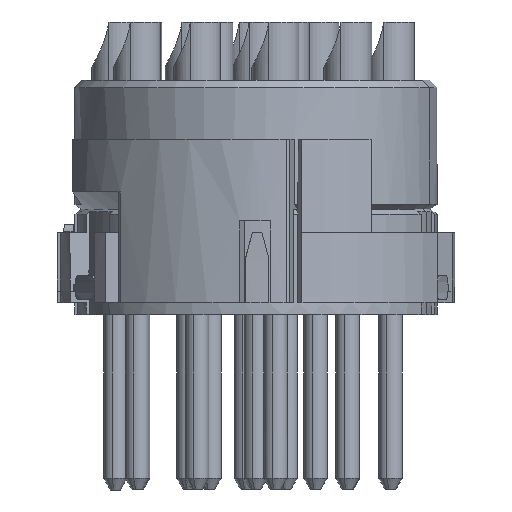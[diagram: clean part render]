
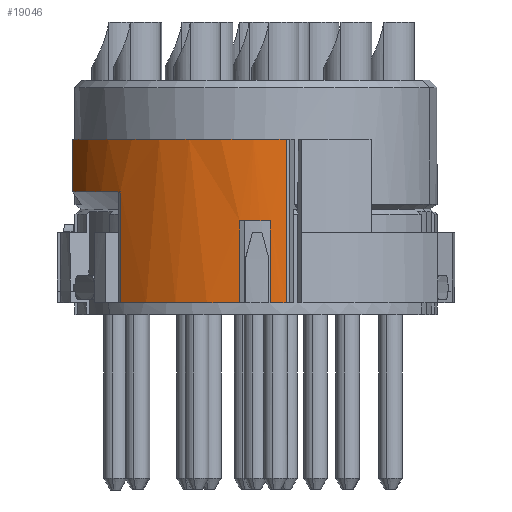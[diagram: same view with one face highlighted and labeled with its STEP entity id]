
A CAD part, left-side view. The second image highlights one B-rep face of the part: STEP entity #19046.
In plain terms, the highlighted cylindrical face has radius 8.5 mm (diameter 17 mm), a partial arc.
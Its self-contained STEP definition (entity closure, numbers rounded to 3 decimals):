
#16281=AXIS2_PLACEMENT_3D('Circle Axis2P3D',#16279,#16280,$) ;
#18739=AXIS2_PLACEMENT_3D('Circle Axis2P3D',#18737,#18738,$) ;
#18986=AXIS2_PLACEMENT_3D('Circle Axis2P3D',#18984,#18985,$) ;
#18999=AXIS2_PLACEMENT_3D('Cylinder Axis2P3D',#18996,#18997,#18998) ;
#19010=AXIS2_PLACEMENT_3D('Circle Axis2P3D',#19008,#19009,$) ;
#19024=AXIS2_PLACEMENT_3D('Circle Axis2P3D',#19022,#19023,$) ;
#16249=CARTESIAN_POINT('Vertex',(0.028,9.189,11.5)) ;
#16252=CARTESIAN_POINT('Line Origine',(0.028,9.189,9.75)) ;
#16256=CARTESIAN_POINT('Vertex',(0.028,9.189,8.)) ;
#16279=CARTESIAN_POINT('Axis2P3D Location',(8.5,8.5,8.)) ;
#16283=CARTESIAN_POINT('Vertex',(2.285,14.298,8.)) ;
#18711=CARTESIAN_POINT('Line Origine',(2.285,14.298,17.5)) ;
#18715=CARTESIAN_POINT('Vertex',(2.285,14.298,12.735)) ;
#18737=CARTESIAN_POINT('Axis2P3D Location',(8.5,8.5,12.735)) ;
#18741=CARTESIAN_POINT('Vertex',(5.16,16.316,12.735)) ;
#18981=CARTESIAN_POINT('Vertex',(0.022,7.885,11.5)) ;
#18984=CARTESIAN_POINT('Axis2P3D Location',(8.5,8.5,11.5)) ;
#18996=CARTESIAN_POINT('Axis2P3D Location',(8.5,8.5,17.5)) ;
#19001=CARTESIAN_POINT('Line Origine',(0.022,7.885,17.5)) ;
#19005=CARTESIAN_POINT('Vertex',(0.022,7.885,8.)) ;
#19008=CARTESIAN_POINT('Axis2P3D Location',(8.5,8.5,8.)) ;
#19012=CARTESIAN_POINT('Vertex',(0.1,7.203,8.)) ;
#19015=CARTESIAN_POINT('Line Origine',(0.1,7.203,17.5)) ;
#19019=CARTESIAN_POINT('Vertex',(0.1,7.203,15.)) ;
#19022=CARTESIAN_POINT('Axis2P3D Location',(8.5,8.5,15.)) ;
#19026=CARTESIAN_POINT('Vertex',(5.16,16.316,15.)) ;
#19029=CARTESIAN_POINT('Line Origine',(5.16,16.316,17.5)) ;
#16253=DIRECTION('Vector Direction',(0.,0.,-1.)) ;
#16280=DIRECTION('Axis2P3D Direction',(0.,0.,1.)) ;
#18712=DIRECTION('Vector Direction',(0.,0.,1.)) ;
#18738=DIRECTION('Axis2P3D Direction',(0.,0.,1.)) ;
#18985=DIRECTION('Axis2P3D Direction',(0.,0.,-1.)) ;
#18997=DIRECTION('Axis2P3D Direction',(0.,0.,1.)) ;
#18998=DIRECTION('Axis2P3D XDirection',(0.286,0.958,0.)) ;
#19002=DIRECTION('Vector Direction',(0.,0.,1.)) ;
#19009=DIRECTION('Axis2P3D Direction',(0.,0.,1.)) ;
#19016=DIRECTION('Vector Direction',(0.,0.,1.)) ;
#19023=DIRECTION('Axis2P3D Direction',(0.,0.,1.)) ;
#19030=DIRECTION('Vector Direction',(0.,0.,1.)) ;
#16254=VECTOR('Line Direction',#16253,1.) ;
#18713=VECTOR('Line Direction',#18712,1.) ;
#19003=VECTOR('Line Direction',#19002,1.) ;
#19017=VECTOR('Line Direction',#19016,1.) ;
#19031=VECTOR('Line Direction',#19030,1.) ;
#19035=ORIENTED_EDGE('',*,*,#18743,.T.) ;
#19036=ORIENTED_EDGE('',*,*,#18717,.T.) ;
#19037=ORIENTED_EDGE('',*,*,#16285,.T.) ;
#19038=ORIENTED_EDGE('',*,*,#16258,.F.) ;
#19039=ORIENTED_EDGE('',*,*,#18988,.F.) ;
#19040=ORIENTED_EDGE('',*,*,#19007,.T.) ;
#19041=ORIENTED_EDGE('',*,*,#19014,.T.) ;
#19042=ORIENTED_EDGE('',*,*,#19021,.T.) ;
#19043=ORIENTED_EDGE('',*,*,#19028,.F.) ;
#19044=ORIENTED_EDGE('',*,*,#19033,.T.) ;
#19046=ADVANCED_FACE('Hauptkoerper',(#19045),#19000,.T.) ;
#16282=CIRCLE('generated circle',#16281,8.5) ;
#18740=CIRCLE('generated circle',#18739,8.5) ;
#18987=CIRCLE('generated circle',#18986,8.5) ;
#19011=CIRCLE('generated circle',#19010,8.5) ;
#19025=CIRCLE('generated circle',#19024,8.5) ;
#19000=CYLINDRICAL_SURFACE('generated cylinder',#18999,8.5) ;
#16258=EDGE_CURVE('',#16250,#16257,#16255,.T.) ;
#16285=EDGE_CURVE('',#16284,#16257,#16282,.T.) ;
#18717=EDGE_CURVE('',#18716,#16284,#18714,.F.) ;
#18743=EDGE_CURVE('',#18742,#18716,#18740,.T.) ;
#18988=EDGE_CURVE('',#18982,#16250,#18987,.T.) ;
#19007=EDGE_CURVE('',#18982,#19006,#19004,.F.) ;
#19014=EDGE_CURVE('',#19006,#19013,#19011,.T.) ;
#19021=EDGE_CURVE('',#19013,#19020,#19018,.T.) ;
#19028=EDGE_CURVE('',#19027,#19020,#19025,.T.) ;
#19033=EDGE_CURVE('',#19027,#18742,#19032,.F.) ;
#19034=EDGE_LOOP('',(#19035,#19036,#19037,#19038,#19039,#19040,#19041,#19042,#19043,#19044)) ;
#19045=FACE_OUTER_BOUND('',#19034,.T.) ;
#16255=LINE('Line',#16252,#16254) ;
#18714=LINE('Line',#18711,#18713) ;
#19004=LINE('Line',#19001,#19003) ;
#19018=LINE('Line',#19015,#19017) ;
#19032=LINE('Line',#19029,#19031) ;
#16250=VERTEX_POINT('',#16249) ;
#16257=VERTEX_POINT('',#16256) ;
#16284=VERTEX_POINT('',#16283) ;
#18716=VERTEX_POINT('',#18715) ;
#18742=VERTEX_POINT('',#18741) ;
#18982=VERTEX_POINT('',#18981) ;
#19006=VERTEX_POINT('',#19005) ;
#19013=VERTEX_POINT('',#19012) ;
#19020=VERTEX_POINT('',#19019) ;
#19027=VERTEX_POINT('',#19026) ;
